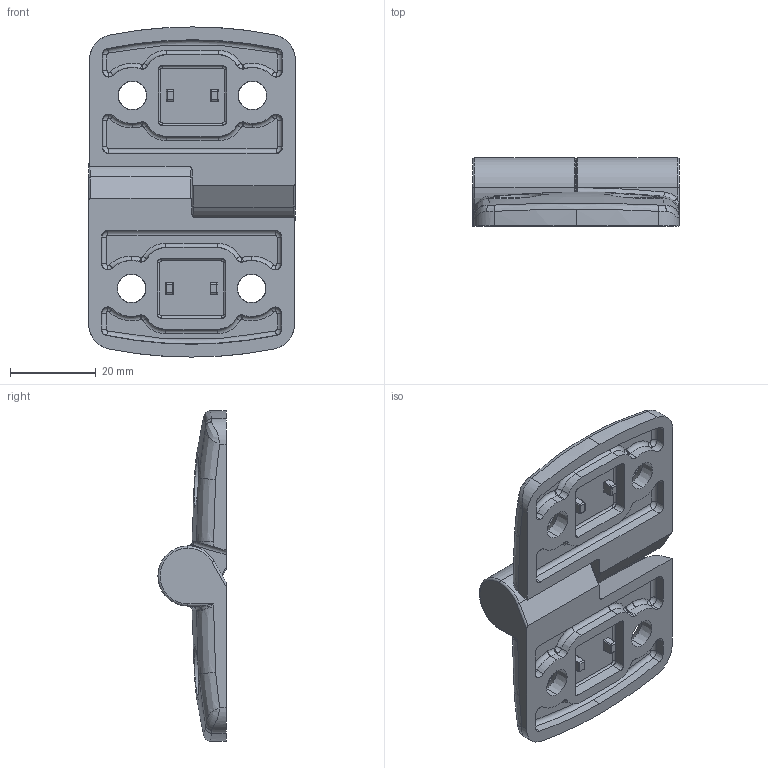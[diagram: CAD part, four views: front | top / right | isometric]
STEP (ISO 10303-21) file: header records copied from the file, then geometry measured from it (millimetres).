
FILE_DESCRIPTION (( 'STEP AP203' ), '1' );
FILE_NAME ('151143.step', '2021-06-03T16:24:51', ( '' ), ( '' ), 'SwSTEP 2.0', 'SolidWorks 2021', '' );
FILE_SCHEMA (( 'CONFIG_CONTROL_DESIGN' ));
Length unit declared in the file: millimetre
Products named in the file (1): 151143
Bounding box: 48.2 x 15.9 x 77 mm (x, y, z)
Volume: 22170.2 mm3; surface area: 14179 mm2
Topology: 5 solids, 5 shells, 412 faces, 998 edges, 604 vertices
Faces by surface type: cylinder 102, torus 102, cone 88, plane 86, bspline 34
Entity records: 14159 total; most frequent: CARTESIAN_POINT 4515, DIRECTION 2112, ORIENTED_EDGE 1984, EDGE_CURVE 992, AXIS2_PLACEMENT_3D 881, VERTEX_POINT 604, CIRCLE 502, EDGE_LOOP 434
